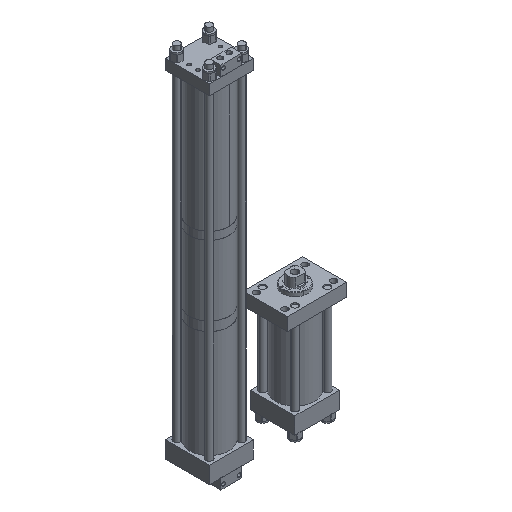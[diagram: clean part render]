
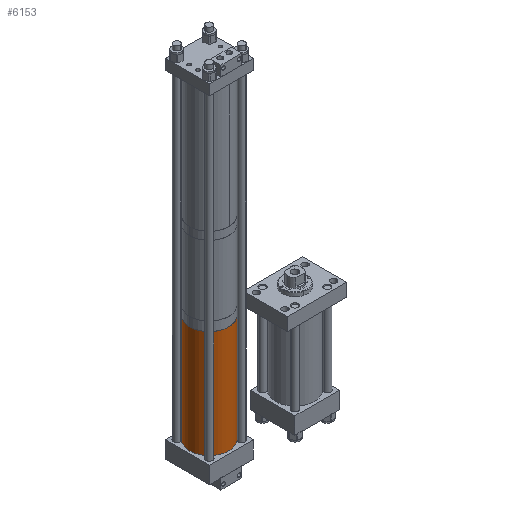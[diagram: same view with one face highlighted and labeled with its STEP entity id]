
A CAD part, isometric view. The second image highlights one B-rep face of the part: STEP entity #6153.
In plain terms, the highlighted cylindrical face has radius 47.625 mm (diameter 95.25 mm), a partial arc.
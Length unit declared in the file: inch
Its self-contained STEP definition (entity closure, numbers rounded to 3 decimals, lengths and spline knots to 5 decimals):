
#99 = CARTESIAN_POINT ( 'NONE',  ( 0., 0., 10.334 ) ) ;
#108 = ORIENTED_EDGE ( 'NONE', *, *, #2281, .T. ) ;
#241 = ORIENTED_EDGE ( 'NONE', *, *, #11589, .F. ) ;
#350 = CARTESIAN_POINT ( 'NONE',  ( -1.875, 0., 0. ) ) ;
#917 = CARTESIAN_POINT ( 'NONE',  ( 0., 0., 0. ) ) ;
#953 = DIRECTION ( 'NONE',  ( 0., 0., 1. ) ) ;
#1785 = VECTOR ( 'NONE', #5439, 39.37008 ) ;
#2042 = VERTEX_POINT ( 'NONE', #350 ) ;
#2054 = DIRECTION ( 'NONE',  ( 1., 0., 0. ) ) ;
#2281 = EDGE_CURVE ( 'NONE', #6277, #2042, #4849, .T. ) ;
#2880 = VECTOR ( 'NONE', #3076, 39.37008 ) ;
#3076 = DIRECTION ( 'NONE',  ( 0., 0., -1. ) ) ;
#3257 = ORIENTED_EDGE ( 'NONE', *, *, #5853, .F. ) ;
#3326 = ORIENTED_EDGE ( 'NONE', *, *, #10431, .T. ) ;
#3433 = DIRECTION ( 'NONE',  ( -1., 0., 0. ) ) ;
#4803 = AXIS2_PLACEMENT_3D ( 'NONE', #12007, #7418, #5045 ) ;
#4849 = LINE ( 'NONE', #5592, #1785 ) ;
#5045 = DIRECTION ( 'NONE',  ( 1., 0., 0. ) ) ;
#5439 = DIRECTION ( 'NONE',  ( 0., 0., -1. ) ) ;
#5592 = CARTESIAN_POINT ( 'NONE',  ( -1.875, 0., 10.334 ) ) ;
#5853 = EDGE_CURVE ( 'NONE', #11536, #6513, #6310, .T. ) ;
#6153 = ADVANCED_FACE ( 'NONE', ( #6687 ), #11415, .T. ) ;
#6277 = VERTEX_POINT ( 'NONE', #14291 ) ;
#6310 = LINE ( 'NONE', #13324, #2880 ) ;
#6513 = VERTEX_POINT ( 'NONE', #7696 ) ;
#6653 = AXIS2_PLACEMENT_3D ( 'NONE', #917, #953, #2054 ) ;
#6687 = FACE_OUTER_BOUND ( 'NONE', #7362, .T. ) ;
#7362 = EDGE_LOOP ( 'NONE', ( #3257, #241, #108, #3326 ) ) ;
#7418 = DIRECTION ( 'NONE',  ( 0., 0., 1. ) ) ;
#7655 = AXIS2_PLACEMENT_3D ( 'NONE', #99, #9236, #3433 ) ;
#7696 = CARTESIAN_POINT ( 'NONE',  ( 1.875, 0., 0. ) ) ;
#9236 = DIRECTION ( 'NONE',  ( 0., 0., -1. ) ) ;
#9820 = CARTESIAN_POINT ( 'NONE',  ( 1.875, 0., 10.334 ) ) ;
#10431 = EDGE_CURVE ( 'NONE', #2042, #6513, #10633, .T. ) ;
#10633 = CIRCLE ( 'NONE', #6653, 1.875 ) ;
#11415 = CYLINDRICAL_SURFACE ( 'NONE', #7655, 1.875 ) ;
#11536 = VERTEX_POINT ( 'NONE', #9820 ) ;
#11589 = EDGE_CURVE ( 'NONE', #6277, #11536, #11888, .T. ) ;
#11888 = CIRCLE ( 'NONE', #4803, 1.875 ) ;
#12007 = CARTESIAN_POINT ( 'NONE',  ( 0., 0., 10.334 ) ) ;
#13324 = CARTESIAN_POINT ( 'NONE',  ( 1.875, 0., 10.334 ) ) ;
#14291 = CARTESIAN_POINT ( 'NONE',  ( -1.875, 0., 10.334 ) ) ;
